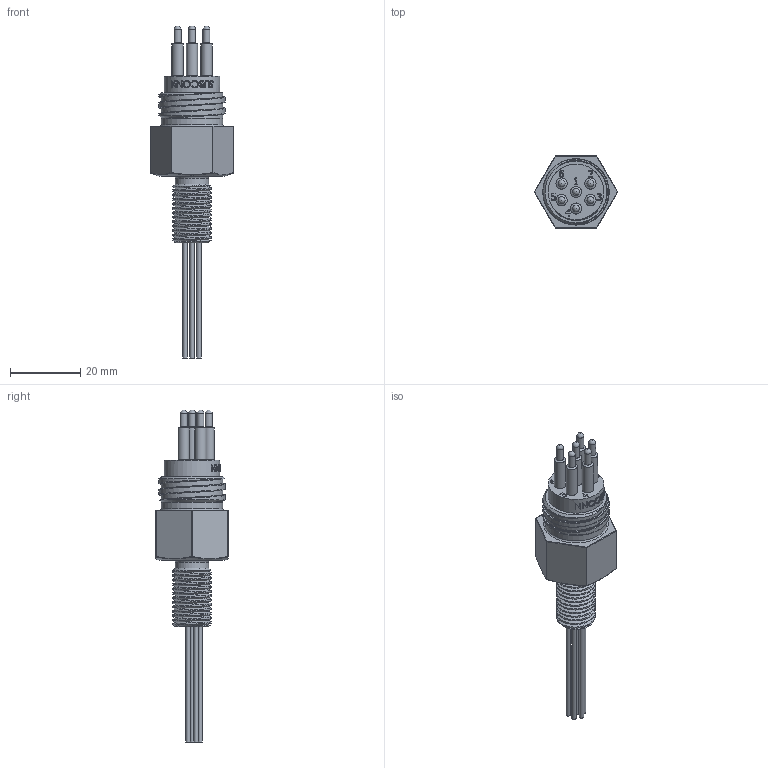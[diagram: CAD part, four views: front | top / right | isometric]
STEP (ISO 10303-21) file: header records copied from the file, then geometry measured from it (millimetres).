
FILE_DESCRIPTION(/* description */ (''),/* implementation_level */ '2;1');
FILE_NAME(/* name */ 'MCBH6M WB.stp',/* time_stamp */ '2014-11-27T15:02:19+01:00',/* author */ ('sh'),/* organization */ (''),/* preprocessor_version */ 'ST-DEVELOPER v15.2',/* originating_system */ 'Autodesk Inventor 2014',/* authorisation */ '');
FILE_SCHEMA (('AUTOMOTIVE_DESIGN { 1 0 10303 214 3 1 1 }'));
Length unit declared in the file: inch
Products named in the file (1): MCBH6M WB
Bounding box: 23.78 x 20.62 x 94.82 mm (x, y, z)
Volume: 10883 mm3; surface area: 5335 mm2
Topology: 7 solids, 7 shells, 333 faces, 854 edges, 559 vertices
Faces by surface type: bspline 134, plane 114, cylinder 48, sphere 18, cone 13, torus 6
Full cylindrical faces by diameter (mm): 1.27 x6, 1.974 x6, 3.175 x6, 9.449 x1, 9.55 x1, 12.725 x1, 15.875 x1, 17.247 x1, 17.628 x1
Entity records: 26069 total; most frequent: CARTESIAN_POINT 18852, ORIENTED_EDGE 1552, DIRECTION 1036, EDGE_CURVE 776, VERTEX_POINT 529, EDGE_LOOP 403, LINE 350, VECTOR 350
